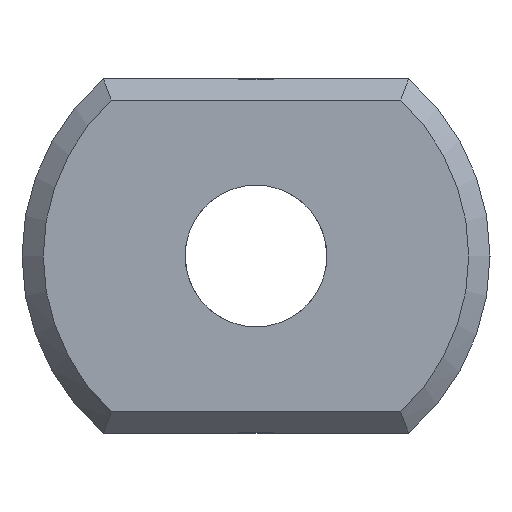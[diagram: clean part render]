
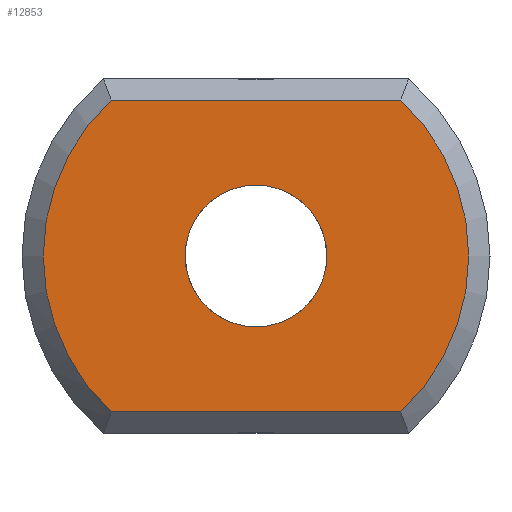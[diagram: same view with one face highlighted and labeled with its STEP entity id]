
A CAD part, left-side view. The second image highlights one B-rep face of the part: STEP entity #12853.
In plain terms, the highlighted planar face has unit normal (-1, 0, 0).
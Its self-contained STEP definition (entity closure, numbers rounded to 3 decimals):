
#3215 = VERTEX_POINT('',#3216);
#3216 = CARTESIAN_POINT('',(0.,-2.04,2.2));
#3225 = VERTEX_POINT('',#3226);
#3226 = CARTESIAN_POINT('',(0.,-2.04,-2.2));
#3233 = EDGE_CURVE('',#3215,#3225,#3234,.T.);
#3234 = CIRCLE('',#3235,3.);
#3235 = AXIS2_PLACEMENT_3D('',#3236,#3237,#3238);
#3236 = CARTESIAN_POINT('',(0.,0.,0.));
#3237 = DIRECTION('',(1.,0.,0.));
#3238 = DIRECTION('',(0.,-0.653,0.758)
  );
#3444 = VERTEX_POINT('',#3445);
#3445 = CARTESIAN_POINT('',(0.,2.04,2.2));
#3452 = EDGE_CURVE('',#3215,#3444,#3453,.T.);
#3453 = LINE('',#3454,#3455);
#3454 = CARTESIAN_POINT('',(0.,-2.154,2.2));
#3455 = VECTOR('',#3456,1.);
#3456 = DIRECTION('',(0.,1.,0.));
#12853 = ADVANCED_FACE('',(#12854,#12873),#12884,.F.);
#12854 = FACE_BOUND('',#12855,.F.);
#12855 = EDGE_LOOP('',(#12856,#12865,#12866,#12867));
#12856 = ORIENTED_EDGE('',*,*,#12857,.T.);
#12857 = EDGE_CURVE('',#12858,#3444,#12860,.T.);
#12858 = VERTEX_POINT('',#12859);
#12859 = CARTESIAN_POINT('',(0.,2.04,-2.2));
#12860 = CIRCLE('',#12861,3.);
#12861 = AXIS2_PLACEMENT_3D('',#12862,#12863,#12864);
#12862 = CARTESIAN_POINT('',(0.,0.,0.));
#12863 = DIRECTION('',(1.,0.,0.));
#12864 = DIRECTION('',(0.,0.653,-0.758)
  );
#12865 = ORIENTED_EDGE('',*,*,#3452,.F.);
#12866 = ORIENTED_EDGE('',*,*,#3233,.T.);
#12867 = ORIENTED_EDGE('',*,*,#12868,.T.);
#12868 = EDGE_CURVE('',#3225,#12858,#12869,.T.);
#12869 = LINE('',#12870,#12871);
#12870 = CARTESIAN_POINT('',(0.,-2.154,-2.2));
#12871 = VECTOR('',#12872,1.);
#12872 = DIRECTION('',(0.,1.,0.));
#12873 = FACE_BOUND('',#12874,.T.);
#12874 = EDGE_LOOP('',(#12875));
#12875 = ORIENTED_EDGE('',*,*,#12876,.T.);
#12876 = EDGE_CURVE('',#12877,#12877,#12879,.T.);
#12877 = VERTEX_POINT('',#12878);
#12878 = CARTESIAN_POINT('',(0.,1.,0.)
  );
#12879 = CIRCLE('',#12880,1.);
#12880 = AXIS2_PLACEMENT_3D('',#12881,#12882,#12883);
#12881 = CARTESIAN_POINT('',(0.,0.,0.));
#12882 = DIRECTION('',(1.,0.,0.));
#12883 = DIRECTION('',(0.,1.,0.));
#12884 = PLANE('',#12885);
#12885 = AXIS2_PLACEMENT_3D('',#12886,#12887,#12888);
#12886 = CARTESIAN_POINT('',(0.,0.,0.));
#12887 = DIRECTION('',(1.,0.,0.));
#12888 = DIRECTION('',(0.,0.,1.));
